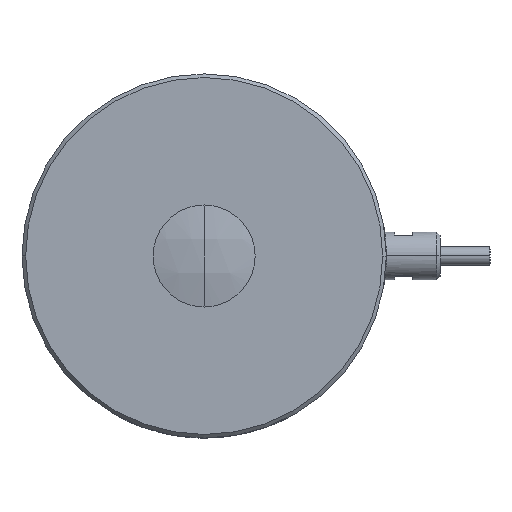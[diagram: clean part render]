
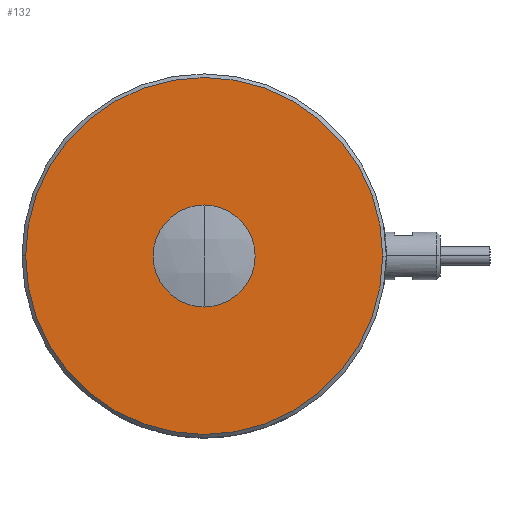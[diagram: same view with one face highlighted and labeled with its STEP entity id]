
A CAD part, left-side view. The second image highlights one B-rep face of the part: STEP entity #132.
In plain terms, the highlighted planar face has unit normal (-1, 0, 0).
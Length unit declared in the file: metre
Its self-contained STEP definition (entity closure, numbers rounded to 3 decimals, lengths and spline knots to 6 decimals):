
#132=ADVANCED_FACE('0:8846',(#348,#349),#350,.T.);
#348=FACE_OUTER_BOUND('',#671,.T.);
#349=FACE_BOUND('',#672,.T.);
#350=PLANE('',#673);
#671=EDGE_LOOP('',(#1478,#1479));
#672=EDGE_LOOP('',(#1480,#1481));
#673=AXIS2_PLACEMENT_3D('',#1482,#1483,#1484);
#1478=ORIENTED_EDGE('',*,*,#2485,.F.);
#1479=ORIENTED_EDGE('',*,*,#2486,.F.);
#1480=ORIENTED_EDGE('',*,*,#2487,.T.);
#1481=ORIENTED_EDGE('',*,*,#2488,.T.);
#1482=CARTESIAN_POINT('',(0.101477,0.034092,0.));
#1483=DIRECTION('',(-1.0,0.,0.));
#1484=DIRECTION('',(0.,0.,-1.0));
#2485=EDGE_CURVE('0:9428',#2914,#2915,#2916,.T.);
#2486=EDGE_CURVE('',#2915,#2914,#2917,.T.);
#2487=EDGE_CURVE('0:9608',#2918,#2919,#2920,.T.);
#2488=EDGE_CURVE('',#2919,#2918,#2921,.T.);
#2914=VERTEX_POINT('',#3613);
#2915=VERTEX_POINT('',#3614);
#2916=CIRCLE('',#3615,0.049);
#2917=CIRCLE('',#3616,0.049);
#2918=VERTEX_POINT('',#3617);
#2919=VERTEX_POINT('',#3618);
#2920=CIRCLE('',#3619,0.01375);
#2921=CIRCLE('',#3620,0.01375);
#3613=CARTESIAN_POINT('',(0.101477,0.114467,0.));
#3614=CARTESIAN_POINT('',(0.101477,0.016467,0.));
#3615=AXIS2_PLACEMENT_3D('',#5458,#5459,#5460);
#3616=AXIS2_PLACEMENT_3D('',#5461,#5462,#5463);
#3617=CARTESIAN_POINT('',(0.101477,0.079217,0.));
#3618=CARTESIAN_POINT('',(0.101477,0.051717,0.));
#3619=AXIS2_PLACEMENT_3D('',#5464,#5465,#5466);
#3620=AXIS2_PLACEMENT_3D('',#5467,#5468,#5469);
#5458=CARTESIAN_POINT('',(0.101477,0.065467,0.));
#5459=DIRECTION('',(1.0,0.,0.));
#5460=DIRECTION('',(0.,-1.0,0.));
#5461=CARTESIAN_POINT('',(0.101477,0.065467,0.));
#5462=DIRECTION('',(1.0,0.,0.));
#5463=DIRECTION('',(0.,-1.0,0.));
#5464=CARTESIAN_POINT('',(0.101477,0.065467,0.));
#5465=DIRECTION('',(1.0,0.,0.));
#5466=DIRECTION('',(0.,-1.0,0.));
#5467=CARTESIAN_POINT('',(0.101477,0.065467,0.));
#5468=DIRECTION('',(1.0,0.,0.));
#5469=DIRECTION('',(0.,-1.0,0.));
